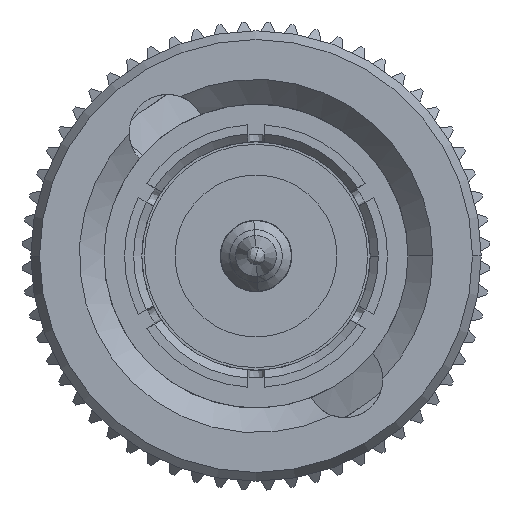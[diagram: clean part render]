
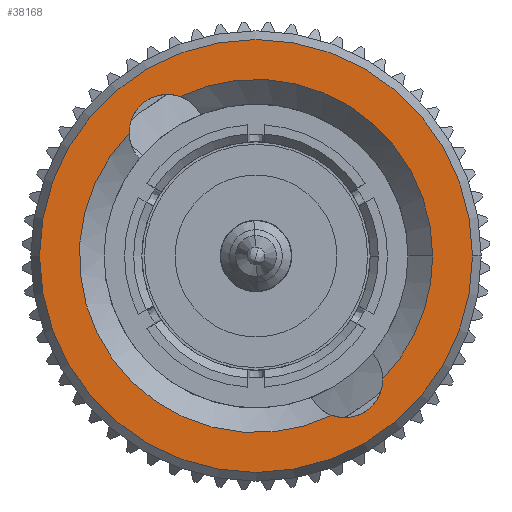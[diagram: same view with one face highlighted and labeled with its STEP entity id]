
A CAD part, left-side view. The second image highlights one B-rep face of the part: STEP entity #38168.
In plain terms, the highlighted planar face has unit normal (-1, 0, 0).
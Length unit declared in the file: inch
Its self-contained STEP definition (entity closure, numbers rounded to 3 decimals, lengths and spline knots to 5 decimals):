
#1393 = CARTESIAN_POINT ( 'NONE',  ( 0., 0., 0. ) ) ;
#1997 = EDGE_LOOP ( 'NONE', ( #8360, #34939 ) ) ;
#2880 = AXIS2_PLACEMENT_3D ( 'NONE', #24208, #3233, #15200 ) ;
#3233 = DIRECTION ( 'NONE',  ( 1., 0., 0. ) ) ;
#3488 = CARTESIAN_POINT ( 'NONE',  ( 0., -0.15433, -0.14961 ) ) ;
#4105 = CARTESIAN_POINT ( 'NONE',  ( 0., 0., 0. ) ) ;
#4130 = ORIENTED_EDGE ( 'NONE', *, *, #14621, .T. ) ;
#5073 = CARTESIAN_POINT ( 'NONE',  ( 0., 0.26339, 0. ) ) ;
#5351 = CARTESIAN_POINT ( 'NONE',  ( 0., 0., 0. ) ) ;
#6227 = VERTEX_POINT ( 'NONE', #38302 ) ;
#6332 = CARTESIAN_POINT ( 'NONE',  ( 0., -0.15434, -0.15021 ) ) ;
#6550 = FACE_BOUND ( 'NONE', #12978, .T. ) ;
#7476 = VERTEX_POINT ( 'NONE', #10300 ) ;
#7487 = EDGE_CURVE ( 'NONE', #24941, #6227, #12838, .T. ) ;
#8360 = ORIENTED_EDGE ( 'NONE', *, *, #30237, .F. ) ;
#8481 = CIRCLE ( 'NONE', #17285, 0.21494 ) ;
#9470 = CARTESIAN_POINT ( 'NONE',  ( 0., -0.09247, -0.19403 ) ) ;
#9498 = FACE_OUTER_BOUND ( 'NONE', #1997, .T. ) ;
#10300 = CARTESIAN_POINT ( 'NONE',  ( 0., -0.26339, 0. ) ) ;
#10792 = CIRCLE ( 'NONE', #21410, 0.26339 ) ;
#11059 = CARTESIAN_POINT ( 'NONE',  ( 0., 0.21494, 0. ) ) ;
#11410 = ORIENTED_EDGE ( 'NONE', *, *, #37105, .T. ) ;
#11604 = AXIS2_PLACEMENT_3D ( 'NONE', #1393, #28804, #25676 ) ;
#11854 = AXIS2_PLACEMENT_3D ( 'NONE', #4105, #28403, #37066 ) ;
#12023 = AXIS2_PLACEMENT_3D ( 'NONE', #27726, #27145, #18728 ) ;
#12838 = CIRCLE ( 'NONE', #30367, 0.21494 ) ;
#12978 = EDGE_LOOP ( 'NONE', ( #18327, #31025, #11410, #20106, #34457, #4130 ) ) ;
#13635 = DIRECTION ( 'NONE',  ( 0., 1., 0. ) ) ;
#14490 = DIRECTION ( 'NONE',  ( 0., -1., 0. ) ) ;
#14621 = EDGE_CURVE ( 'NONE', #31293, #31289, #35192, .T. ) ;
#14626 = DIRECTION ( 'NONE',  ( 1., 0., 0. ) ) ;
#14846 = EDGE_CURVE ( 'NONE', #16471, #7476, #10792, .T. ) ;
#15200 = DIRECTION ( 'NONE',  ( 0., -1., 0. ) ) ;
#15604 = CARTESIAN_POINT ( 'NONE',  ( 0., 0., 0. ) ) ;
#16471 = VERTEX_POINT ( 'NONE', #5073 ) ;
#16518 = VERTEX_POINT ( 'NONE', #3488 ) ;
#17285 = AXIS2_PLACEMENT_3D ( 'NONE', #30664, #18930, #30865 ) ;
#17331 = DIRECTION ( 'NONE',  ( 1., 0., 0. ) ) ;
#17458 = EDGE_CURVE ( 'NONE', #16518, #31293, #29016, .T. ) ;
#17866 = CIRCLE ( 'NONE', #32880, 0.04645 ) ;
#18327 = ORIENTED_EDGE ( 'NONE', *, *, #36992, .T. ) ;
#18728 = DIRECTION ( 'NONE',  ( 0., -1., 0. ) ) ;
#18930 = DIRECTION ( 'NONE',  ( 1., 0., 0. ) ) ;
#20106 = ORIENTED_EDGE ( 'NONE', *, *, #20860, .T. ) ;
#20427 = VERTEX_POINT ( 'NONE', #26238 ) ;
#20860 = EDGE_CURVE ( 'NONE', #20427, #16518, #8481, .T. ) ;
#21410 = AXIS2_PLACEMENT_3D ( 'NONE', #5351, #17331, #26334 ) ;
#24208 = CARTESIAN_POINT ( 'NONE',  ( 0., -0.26339, 0. ) ) ;
#24941 = VERTEX_POINT ( 'NONE', #11059 ) ;
#25676 = DIRECTION ( 'NONE',  ( 0., 1., 0. ) ) ;
#26006 = CARTESIAN_POINT ( 'NONE',  ( 0., -0.10789, -0.15021 ) ) ;
#26238 = CARTESIAN_POINT ( 'NONE',  ( 0., 0.09247, 0.19403 ) ) ;
#26334 = DIRECTION ( 'NONE',  ( 0., -1., 0. ) ) ;
#26579 = DIRECTION ( 'NONE',  ( 0., -1., 0. ) ) ;
#27145 = DIRECTION ( 'NONE',  ( 1., 0., 0. ) ) ;
#27478 = CIRCLE ( 'NONE', #11854, 0.26339 ) ;
#27541 = DIRECTION ( 'NONE',  ( 1., 0., 0. ) ) ;
#27726 = CARTESIAN_POINT ( 'NONE',  ( 0., -0.10789, -0.15021 ) ) ;
#28403 = DIRECTION ( 'NONE',  ( 1., 0., 0. ) ) ;
#28804 = DIRECTION ( 'NONE',  ( 1., 0., 0. ) ) ;
#28997 = CARTESIAN_POINT ( 'NONE',  ( 0., 0.10789, 0.15021 ) ) ;
#29016 = CIRCLE ( 'NONE', #30273, 0.04645 ) ;
#30091 = PLANE ( 'NONE',  #2880 ) ;
#30237 = EDGE_CURVE ( 'NONE', #7476, #16471, #27478, .T. ) ;
#30273 = AXIS2_PLACEMENT_3D ( 'NONE', #26006, #14626, #26579 ) ;
#30367 = AXIS2_PLACEMENT_3D ( 'NONE', #15604, #27541, #13635 ) ;
#30664 = CARTESIAN_POINT ( 'NONE',  ( 0., 0., 0. ) ) ;
#30865 = DIRECTION ( 'NONE',  ( 0., 1., 0. ) ) ;
#31025 = ORIENTED_EDGE ( 'NONE', *, *, #7487, .T. ) ;
#31289 = VERTEX_POINT ( 'NONE', #9470 ) ;
#31293 = VERTEX_POINT ( 'NONE', #6332 ) ;
#32880 = AXIS2_PLACEMENT_3D ( 'NONE', #28997, #36391, #14490 ) ;
#34457 = ORIENTED_EDGE ( 'NONE', *, *, #17458, .T. ) ;
#34939 = ORIENTED_EDGE ( 'NONE', *, *, #14846, .F. ) ;
#35192 = CIRCLE ( 'NONE', #12023, 0.04645 ) ;
#35385 = CIRCLE ( 'NONE', #11604, 0.21494 ) ;
#36391 = DIRECTION ( 'NONE',  ( 1., 0., 0. ) ) ;
#36992 = EDGE_CURVE ( 'NONE', #31289, #24941, #35385, .T. ) ;
#37066 = DIRECTION ( 'NONE',  ( 0., -1., 0. ) ) ;
#37105 = EDGE_CURVE ( 'NONE', #6227, #20427, #17866, .T. ) ;
#38168 = ADVANCED_FACE ( 'NONE', ( #9498, #6550 ), #30091, .F. ) ;
#38302 = CARTESIAN_POINT ( 'NONE',  ( 0., 0.15433, 0.14961 ) ) ;
